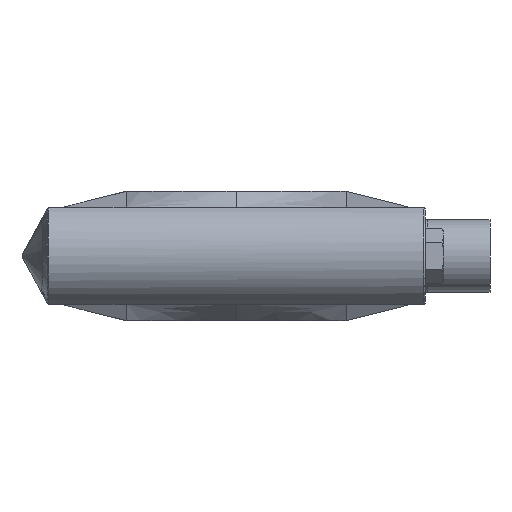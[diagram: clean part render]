
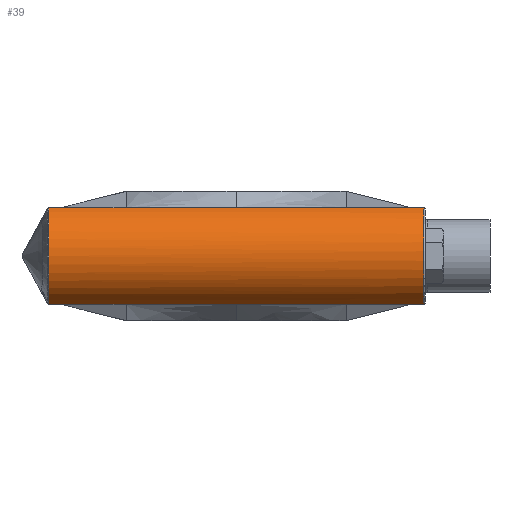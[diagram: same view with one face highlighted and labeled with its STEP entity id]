
A CAD part, left-side view. The second image highlights one B-rep face of the part: STEP entity #39.
In plain terms, the highlighted cylindrical face has radius 12.332 mm (diameter 24.664 mm), a partial arc.
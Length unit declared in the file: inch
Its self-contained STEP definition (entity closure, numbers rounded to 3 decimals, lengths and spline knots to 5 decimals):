
#9 = DIRECTION ( 'NONE',  ( 0., -1., 0. ) ) ;
#10 = B_SPLINE_CURVE_WITH_KNOTS ( 'NONE', 3,
 ( #167, #2155, #3555, #2469 ),
 .UNSPECIFIED., .F., .F.,
 ( 4, 4 ),
 ( 0., 1. ),
 .UNSPECIFIED. ) ;
#13 = ORIENTED_EDGE ( 'NONE', *, *, #2772, .T. ) ;
#30 = FACE_OUTER_BOUND ( 'NONE', #2084, .T. ) ;
#39 = ADVANCED_FACE ( 'NONE', ( #30 ), #3300, .T. ) ;
#74 = VERTEX_POINT ( 'NONE', #3667 ) ;
#79 = CARTESIAN_POINT ( 'NONE',  ( -1.59611, -0.917, 0.437 ) ) ;
#119 = DIRECTION ( 'NONE',  ( 0., 1., 0. ) ) ;
#122 = CARTESIAN_POINT ( 'NONE',  ( -1.59611, -0.203, -0.437 ) ) ;
#156 = CARTESIAN_POINT ( 'NONE',  ( -1.59611, 1.13033, 0.437 ) ) ;
#166 = ORIENTED_EDGE ( 'NONE', *, *, #2365, .F. ) ;
#167 = CARTESIAN_POINT ( 'NONE',  ( -1.59611, 0.797, -0.437 ) ) ;
#217 = LINE ( 'NONE', #1485, #2359 ) ;
#264 = EDGE_CURVE ( 'NONE', #3232, #3521, #1639, .T. ) ;
#282 = CARTESIAN_POINT ( 'NONE',  ( -1.59611, 2.391, 0.437 ) ) ;
#296 = LINE ( 'NONE', #937, #1415 ) ;
#297 = CARTESIAN_POINT ( 'NONE',  ( -1.59611, -0.907, -0.437 ) ) ;
#353 = CARTESIAN_POINT ( 'NONE',  ( -1.59611, -1.203, -0.437 ) ) ;
#397 = AXIS2_PLACEMENT_3D ( 'NONE', #3437, #2329, #1198 ) ;
#420 = LINE ( 'NONE', #353, #1509 ) ;
#423 = EDGE_CURVE ( 'NONE', #3521, #2397, #691, .T. ) ;
#458 = CARTESIAN_POINT ( 'NONE',  ( -1.59611, 2.501, 0.437 ) ) ;
#518 = CARTESIAN_POINT ( 'NONE',  ( -1.59611, -0.203, -0.437 ) ) ;
#528 = CARTESIAN_POINT ( 'NONE',  ( -1.59611, -1.203, 0.437 ) ) ;
#553 = EDGE_CURVE ( 'NONE', #3232, #74, #217, .T. ) ;
#563 = DIRECTION ( 'NONE',  ( 0., 1., 0. ) ) ;
#584 = VECTOR ( 'NONE', #3042, 39.37008 ) ;
#619 = CARTESIAN_POINT ( 'NONE',  ( -1.59611, 0.797, 0.437 ) ) ;
#675 = CARTESIAN_POINT ( 'NONE',  ( -1.59611, 0.13033, 0.437 ) ) ;
#687 = EDGE_CURVE ( 'NONE', #875, #2749, #296, .T. ) ;
#691 = LINE ( 'NONE', #79, #1784 ) ;
#746 = CARTESIAN_POINT ( 'NONE',  ( -1.59611, 1.797, 0.437 ) ) ;
#775 = CIRCLE ( 'NONE', #397, 0.48551 ) ;
#781 = CARTESIAN_POINT ( 'NONE',  ( -1.59611, 2.797, 0.437 ) ) ;
#791 = CARTESIAN_POINT ( 'NONE',  ( -1.59611, 0.797, -0.437 ) ) ;
#823 = LINE ( 'NONE', #1491, #3105 ) ;
#848 = DIRECTION ( 'NONE',  ( 0., 0., -1. ) ) ;
#875 = VERTEX_POINT ( 'NONE', #458 ) ;
#895 = CARTESIAN_POINT ( 'NONE',  ( -1.59611, 2.391, -0.437 ) ) ;
#905 = VERTEX_POINT ( 'NONE', #1988 ) ;
#914 = LINE ( 'NONE', #3552, #1580 ) ;
#937 = CARTESIAN_POINT ( 'NONE',  ( -1.59611, 2.511, 0.437 ) ) ;
#981 = CARTESIAN_POINT ( 'NONE',  ( -1.59611, 0.46367, 0.437 ) ) ;
#1016 = EDGE_CURVE ( 'NONE', #74, #2260, #420, .T. ) ;
#1020 = ORIENTED_EDGE ( 'NONE', *, *, #423, .T. ) ;
#1058 = EDGE_CURVE ( 'NONE', #2813, #1225, #1154, .T. ) ;
#1072 = EDGE_CURVE ( 'NONE', #2813, #2604, #1455, .T. ) ;
#1073 = CIRCLE ( 'NONE', #1331, 0.48551 ) ;
#1108 = ORIENTED_EDGE ( 'NONE', *, *, #264, .T. ) ;
#1154 = B_SPLINE_CURVE_WITH_KNOTS ( 'NONE', 3,
 ( #2367, #981, #675, #2979 ),
 .UNSPECIFIED., .F., .F.,
 ( 4, 4 ),
 ( 0., 1. ),
 .UNSPECIFIED. ) ;
#1171 = VECTOR ( 'NONE', #2230, 39.37008 ) ;
#1198 = DIRECTION ( 'NONE',  ( -1., 0., 0. ) ) ;
#1225 = VERTEX_POINT ( 'NONE', #2833 ) ;
#1256 = CARTESIAN_POINT ( 'NONE',  ( -1.59611, 2.501, -0.437 ) ) ;
#1283 = DIRECTION ( 'NONE',  ( 0., -1., 0. ) ) ;
#1331 = AXIS2_PLACEMENT_3D ( 'NONE', #3657, #9, #2018 ) ;
#1352 = LINE ( 'NONE', #781, #584 ) ;
#1381 = DIRECTION ( 'NONE',  ( 0., 0., 1. ) ) ;
#1383 = EDGE_CURVE ( 'NONE', #2334, #2823, #823, .T. ) ;
#1415 = VECTOR ( 'NONE', #2934, 39.37008 ) ;
#1425 = DIRECTION ( 'NONE',  ( 0., 1., 0. ) ) ;
#1455 = B_SPLINE_CURVE_WITH_KNOTS ( 'NONE', 3,
 ( #2931, #156, #2192, #3050 ),
 .UNSPECIFIED., .F., .F.,
 ( 4, 4 ),
 ( 0., 1. ),
 .UNSPECIFIED. ) ;
#1485 = CARTESIAN_POINT ( 'NONE',  ( -1.59611, -0.917, -0.437 ) ) ;
#1491 = CARTESIAN_POINT ( 'NONE',  ( -1.59611, 2.511, -0.437 ) ) ;
#1495 = DIRECTION ( 'NONE',  ( 0., 1., 0. ) ) ;
#1509 = VECTOR ( 'NONE', #2903, 39.37008 ) ;
#1549 = AXIS2_PLACEMENT_3D ( 'NONE', #2570, #1425, #848 ) ;
#1570 = EDGE_CURVE ( 'NONE', #2808, #2334, #775, .T. ) ;
#1580 = VECTOR ( 'NONE', #1283, 39.37008 ) ;
#1630 = ORIENTED_EDGE ( 'NONE', *, *, #2561, .F. ) ;
#1639 = CIRCLE ( 'NONE', #1549, 0.48551 ) ;
#1682 = ORIENTED_EDGE ( 'NONE', *, *, #1072, .T. ) ;
#1698 = EDGE_CURVE ( 'NONE', #2823, #905, #914, .T. ) ;
#1720 = ORIENTED_EDGE ( 'NONE', *, *, #1570, .T. ) ;
#1784 = VECTOR ( 'NONE', #1495, 39.37008 ) ;
#1793 = EDGE_CURVE ( 'NONE', #2397, #1225, #2169, .T. ) ;
#1801 = ORIENTED_EDGE ( 'NONE', *, *, #2470, .T. ) ;
#1957 = CARTESIAN_POINT ( 'NONE',  ( -1.59611, 0.797, -0.437 ) ) ;
#1988 = CARTESIAN_POINT ( 'NONE',  ( -1.59611, 1.797, -0.437 ) ) ;
#2018 = DIRECTION ( 'NONE',  ( -1., 0., 0. ) ) ;
#2084 = EDGE_LOOP ( 'NONE', ( #2429, #1108, #1020, #3408, #3170, #1682, #1630, #2523, #13, #1720, #3527, #3219, #166, #1801, #2309 ) ) ;
#2155 = CARTESIAN_POINT ( 'NONE',  ( -1.59611, 1.13033, -0.437 ) ) ;
#2169 = LINE ( 'NONE', #528, #1171 ) ;
#2192 = CARTESIAN_POINT ( 'NONE',  ( -1.59611, 1.46367, 0.437 ) ) ;
#2230 = DIRECTION ( 'NONE',  ( 0., 1., 0. ) ) ;
#2240 = CARTESIAN_POINT ( 'NONE',  ( -1.59611, -0.907, 0.437 ) ) ;
#2245 = CARTESIAN_POINT ( 'NONE',  ( -1.59611, 0.13033, -0.437 ) ) ;
#2260 = VERTEX_POINT ( 'NONE', #122 ) ;
#2309 = ORIENTED_EDGE ( 'NONE', *, *, #1016, .F. ) ;
#2329 = DIRECTION ( 'NONE',  ( 0., -1., 0. ) ) ;
#2334 = VERTEX_POINT ( 'NONE', #1256 ) ;
#2354 = AXIS2_PLACEMENT_3D ( 'NONE', #2807, #563, #1381 ) ;
#2359 = VECTOR ( 'NONE', #119, 39.37008 ) ;
#2365 = EDGE_CURVE ( 'NONE', #2699, #905, #10, .T. ) ;
#2367 = CARTESIAN_POINT ( 'NONE',  ( -1.59611, 0.797, 0.437 ) ) ;
#2397 = VERTEX_POINT ( 'NONE', #3585 ) ;
#2429 = ORIENTED_EDGE ( 'NONE', *, *, #553, .F. ) ;
#2469 = CARTESIAN_POINT ( 'NONE',  ( -1.59611, 1.797, -0.437 ) ) ;
#2470 = EDGE_CURVE ( 'NONE', #2699, #2260, #2799, .T. ) ;
#2523 = ORIENTED_EDGE ( 'NONE', *, *, #687, .F. ) ;
#2561 = EDGE_CURVE ( 'NONE', #2749, #2604, #1352, .T. ) ;
#2570 = CARTESIAN_POINT ( 'NONE',  ( -1.38457, -0.907, 0. ) ) ;
#2604 = VERTEX_POINT ( 'NONE', #746 ) ;
#2699 = VERTEX_POINT ( 'NONE', #1957 ) ;
#2749 = VERTEX_POINT ( 'NONE', #282 ) ;
#2772 = EDGE_CURVE ( 'NONE', #875, #2808, #1073, .T. ) ;
#2799 = B_SPLINE_CURVE_WITH_KNOTS ( 'NONE', 3,
 ( #791, #3652, #2245, #518 ),
 .UNSPECIFIED., .F., .F.,
 ( 4, 4 ),
 ( 0., 1. ),
 .UNSPECIFIED. ) ;
#2807 = CARTESIAN_POINT ( 'NONE',  ( -1.38457, -1.203, 0. ) ) ;
#2808 = VERTEX_POINT ( 'NONE', #3417 ) ;
#2813 = VERTEX_POINT ( 'NONE', #619 ) ;
#2823 = VERTEX_POINT ( 'NONE', #895 ) ;
#2833 = CARTESIAN_POINT ( 'NONE',  ( -1.59611, -0.203, 0.437 ) ) ;
#2903 = DIRECTION ( 'NONE',  ( 0., 1., 0. ) ) ;
#2913 = DIRECTION ( 'NONE',  ( 0., -1., 0. ) ) ;
#2931 = CARTESIAN_POINT ( 'NONE',  ( -1.59611, 0.797, 0.437 ) ) ;
#2934 = DIRECTION ( 'NONE',  ( 0., -1., 0. ) ) ;
#2979 = CARTESIAN_POINT ( 'NONE',  ( -1.59611, -0.203, 0.437 ) ) ;
#3042 = DIRECTION ( 'NONE',  ( 0., -1., 0. ) ) ;
#3050 = CARTESIAN_POINT ( 'NONE',  ( -1.59611, 1.797, 0.437 ) ) ;
#3105 = VECTOR ( 'NONE', #2913, 39.37008 ) ;
#3170 = ORIENTED_EDGE ( 'NONE', *, *, #1058, .F. ) ;
#3219 = ORIENTED_EDGE ( 'NONE', *, *, #1698, .T. ) ;
#3232 = VERTEX_POINT ( 'NONE', #297 ) ;
#3300 = CYLINDRICAL_SURFACE ( 'NONE', #2354, 0.48551 ) ;
#3408 = ORIENTED_EDGE ( 'NONE', *, *, #1793, .T. ) ;
#3417 = CARTESIAN_POINT ( 'NONE',  ( -1.87008, 2.501, 0. ) ) ;
#3437 = CARTESIAN_POINT ( 'NONE',  ( -1.38457, 2.501, 0. ) ) ;
#3521 = VERTEX_POINT ( 'NONE', #2240 ) ;
#3527 = ORIENTED_EDGE ( 'NONE', *, *, #1383, .T. ) ;
#3552 = CARTESIAN_POINT ( 'NONE',  ( -1.59611, 2.797, -0.437 ) ) ;
#3555 = CARTESIAN_POINT ( 'NONE',  ( -1.59611, 1.46367, -0.437 ) ) ;
#3585 = CARTESIAN_POINT ( 'NONE',  ( -1.59611, -0.797, 0.437 ) ) ;
#3652 = CARTESIAN_POINT ( 'NONE',  ( -1.59611, 0.46367, -0.437 ) ) ;
#3657 = CARTESIAN_POINT ( 'NONE',  ( -1.38457, 2.501, 0. ) ) ;
#3667 = CARTESIAN_POINT ( 'NONE',  ( -1.59611, -0.797, -0.437 ) ) ;
